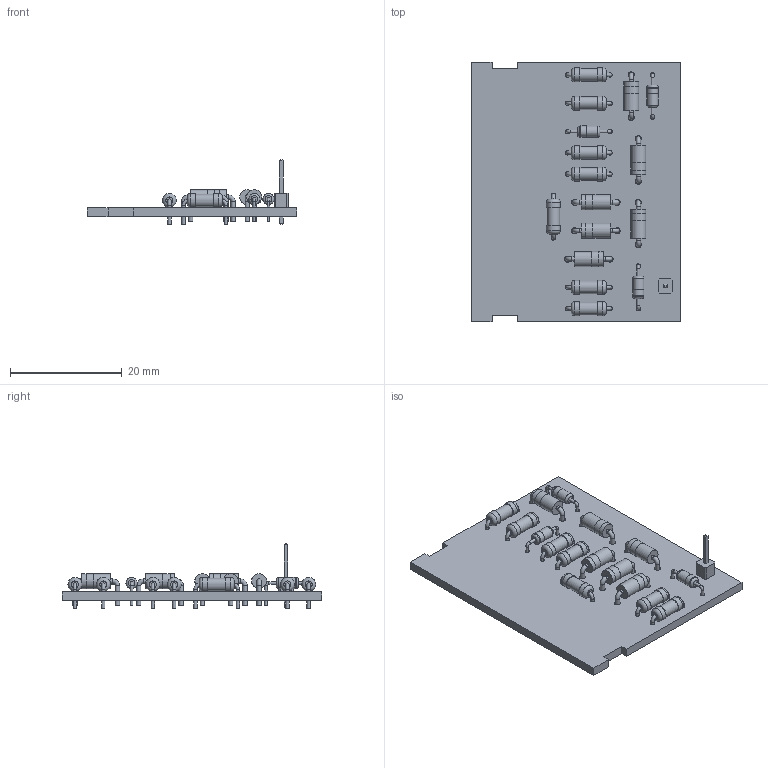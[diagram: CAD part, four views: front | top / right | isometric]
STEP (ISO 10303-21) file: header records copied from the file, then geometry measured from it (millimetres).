
FILE_DESCRIPTION(('KiCad electronic assembly'),'2;1');
FILE_NAME('OdysseyDaughterCardGateMatrix.step','2024-06-18T21:43:52',( 'Pcbnew'),('Kicad'),'Open CASCADE STEP processor 7.7', 'KiCad to STEP converter','Unknown');
FILE_SCHEMA(('AUTOMOTIVE_DESIGN { 1 0 10303 214 1 1 1 1 }'));
Length unit declared in the file: millimetre
Products named in the file (10): OdysseyDaughterCardGateMatrix 1; D_DO-41_SOD81_P7.62mm_Horizontal; D_DO-35_SOD27_P7.62mm_Horizontal; R_Axial_DIN0207_L6.3mm_D2.5mm_P7.62mm_Horizontal; R_Axial_DIN0207_L63mm_D25mm_P762mm_Horizontal; PinHeader_1x01_P2.54mm_Vertical; PinHeader_1x01_P254mm_Vertical; _autosave-OdysseyDaughterCardGateMatrix_PCB
Assembly tree (22 placements, depth 3):
  OdysseyDaughterCardGateMatrix 1
    D_DO-41_SOD81_P7.62mm_Horizontal  x6
      D_DO-41_SOD81_P7.62mm_Horizontal
    D_DO-35_SOD27_P7.62mm_Horizontal  x3
      D_DO-35_SOD27_P7.62mm_Horizontal
    R_Axial_DIN0207_L6.3mm_D2.5mm_P7.62mm_Horizontal  x7
      R_Axial_DIN0207_L63mm_D25mm_P762mm_Horizontal
    PinHeader_1x01_P2.54mm_Vertical
      PinHeader_1x01_P254mm_Vertical
    _autosave-OdysseyDaughterCardGateMatrix_PCB
Bounding box: 37.59 x 46.6 x 11.54 mm (x, y, z)
Volume: 3231.6 mm3; surface area: 5076.5 mm2
Topology: 21 solids, 21 shells, 318 faces, 570 edges, 354 vertices
Faces by surface type: plane 138, cylinder 128, torus 52
Full cylindrical faces by diameter (mm): 0.5 x9, 0.6 x14, 0.8 x44, 1 x1, 1.1 x12, 2 x6, 2.02 x3, 2.25 x7, 2.5 x14, 2.7 x12, 2.72 x6
Entity records: 4627 total; most frequent: CARTESIAN_POINT 917, DIRECTION 671, ORIENTED_EDGE 538, EDGE_CURVE 269, AXIS2_PLACEMENT_3D 260, FACE_BOUND 199, EDGE_LOOP 199, VERTEX_POINT 172
